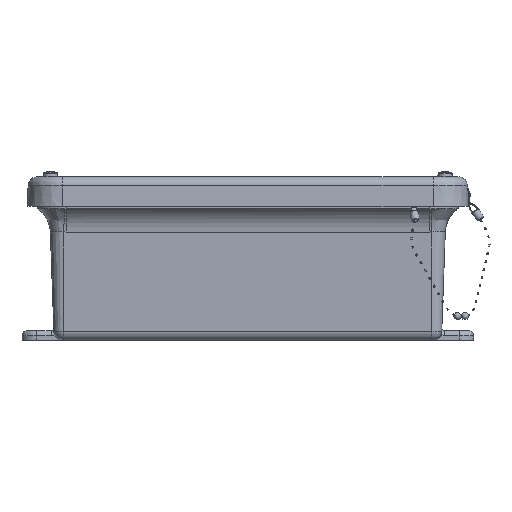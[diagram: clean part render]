
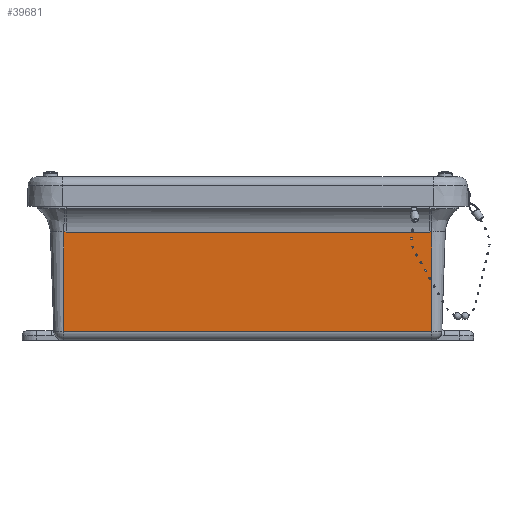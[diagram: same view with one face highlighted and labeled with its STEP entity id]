
A CAD part, left-side view. The second image highlights one B-rep face of the part: STEP entity #39681.
In plain terms, the highlighted planar face has unit normal (-0.999, 0, -0.036).
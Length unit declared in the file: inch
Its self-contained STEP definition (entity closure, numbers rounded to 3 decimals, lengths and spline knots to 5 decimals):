
#833 = FACE_OUTER_BOUND ( 'NONE', #12390, .T. ) ;
#911 = EDGE_CURVE ( 'NONE', #19938, #3985, #30486, .T. ) ;
#1068 = CARTESIAN_POINT ( 'NONE',  ( -4.07584, 4.679, -1.22265 ) ) ;
#1117 = LINE ( 'NONE', #36102, #32682 ) ;
#2262 = DIRECTION ( 'NONE',  ( 0.036, 0., -0.999 ) ) ;
#3497 = EDGE_CURVE ( 'NONE', #38864, #30202, #18221, .T. ) ;
#3985 = VERTEX_POINT ( 'NONE', #31939 ) ;
#4301 = CARTESIAN_POINT ( 'NONE',  ( -3.98508, -4.739, -3.77389 ) ) ;
#4420 = CARTESIAN_POINT ( 'NONE',  ( -4.07584, 4.739, -1.22265 ) ) ;
#4434 = CARTESIAN_POINT ( 'NONE',  ( -4.07587, -4.739, -1.22157 ) ) ;
#4510 = DIRECTION ( 'NONE',  ( -0.036, 0., 0.999 ) ) ;
#4593 = CARTESIAN_POINT ( 'NONE',  ( -4.07584, -4.699, -1.22265 ) ) ;
#4597 = EDGE_CURVE ( 'NONE', #28173, #25640, #6997, .T. ) ;
#6997 = B_SPLINE_CURVE_WITH_KNOTS ( 'NONE', 3,
 ( #8098, #4593, #39604, #4434 ),
 .UNSPECIFIED., .F., .F.,
 ( 4, 4 ),
 ( 0., 1. ),
 .UNSPECIFIED. ) ;
#7688 = DIRECTION ( 'NONE',  ( 0.036, 0., -0.999 ) ) ;
#8098 = CARTESIAN_POINT ( 'NONE',  ( -4.07584, -4.679, -1.22265 ) ) ;
#8161 = ORIENTED_EDGE ( 'NONE', *, *, #4597, .F. ) ;
#9023 = VECTOR ( 'NONE', #10781, 39.37008 ) ;
#10781 = DIRECTION ( 'NONE',  ( 0., 1., 0. ) ) ;
#11207 = ORIENTED_EDGE ( 'NONE', *, *, #3497, .F. ) ;
#12390 = EDGE_LOOP ( 'NONE', ( #11207, #14967, #8161, #13400, #19346, #14416 ) ) ;
#13400 = ORIENTED_EDGE ( 'NONE', *, *, #20761, .T. ) ;
#14328 = CARTESIAN_POINT ( 'NONE',  ( -4.07587, -4.739, -1.22157 ) ) ;
#14416 = ORIENTED_EDGE ( 'NONE', *, *, #44910, .T. ) ;
#14967 = ORIENTED_EDGE ( 'NONE', *, *, #37130, .T. ) ;
#18121 = LINE ( 'NONE', #4420, #24077 ) ;
#18221 = LINE ( 'NONE', #31544, #9023 ) ;
#18681 = CARTESIAN_POINT ( 'NONE',  ( -4.07587, 4.739, -1.22157 ) ) ;
#18848 = DIRECTION ( 'NONE',  ( 0., 1., 0. ) ) ;
#19346 = ORIENTED_EDGE ( 'NONE', *, *, #911, .F. ) ;
#19568 = CARTESIAN_POINT ( 'NONE',  ( -4.07584, -4.679, -1.22265 ) ) ;
#19569 = CARTESIAN_POINT ( 'NONE',  ( -4.11917, 4.739, -0.00448 ) ) ;
#19938 = VERTEX_POINT ( 'NONE', #29698 ) ;
#20761 = EDGE_CURVE ( 'NONE', #28173, #3985, #18121, .T. ) ;
#23041 = DIRECTION ( 'NONE',  ( -0.999, 0., -0.036 ) ) ;
#24077 = VECTOR ( 'NONE', #18848, 39.37008 ) ;
#25640 = VERTEX_POINT ( 'NONE', #14328 ) ;
#25689 = CARTESIAN_POINT ( 'NONE',  ( -4.07584, 4.69901, -1.22265 ) ) ;
#26440 = PLANE ( 'NONE',  #33965 ) ;
#28173 = VERTEX_POINT ( 'NONE', #19568 ) ;
#29076 = LINE ( 'NONE', #38715, #32321 ) ;
#29698 = CARTESIAN_POINT ( 'NONE',  ( -4.07587, 4.739, -1.22157 ) ) ;
#30202 = VERTEX_POINT ( 'NONE', #41039 ) ;
#30486 = B_SPLINE_CURVE_WITH_KNOTS ( 'NONE', 3,
 ( #18681, #42830, #25689, #1068 ),
 .UNSPECIFIED., .F., .F.,
 ( 4, 4 ),
 ( 0., 1. ),
 .UNSPECIFIED. ) ;
#31544 = CARTESIAN_POINT ( 'NONE',  ( -3.98508, 0., -3.77389 ) ) ;
#31939 = CARTESIAN_POINT ( 'NONE',  ( -4.07584, 4.679, -1.22265 ) ) ;
#32321 = VECTOR ( 'NONE', #7688, 39.37008 ) ;
#32682 = VECTOR ( 'NONE', #4510, 39.37008 ) ;
#33965 = AXIS2_PLACEMENT_3D ( 'NONE', #19569, #23041, #2262 ) ;
#36102 = CARTESIAN_POINT ( 'NONE',  ( -4.11917, -4.739, -0.00448 ) ) ;
#37130 = EDGE_CURVE ( 'NONE', #38864, #25640, #1117, .T. ) ;
#38715 = CARTESIAN_POINT ( 'NONE',  ( -4.11917, 4.739, -0.00448 ) ) ;
#38864 = VERTEX_POINT ( 'NONE', #4301 ) ;
#39604 = CARTESIAN_POINT ( 'NONE',  ( -4.07585, -4.719, -1.22229 ) ) ;
#39681 = ADVANCED_FACE ( 'NONE', ( #833 ), #26440, .T. ) ;
#41039 = CARTESIAN_POINT ( 'NONE',  ( -3.98508, 4.739, -3.77389 ) ) ;
#42830 = CARTESIAN_POINT ( 'NONE',  ( -4.07585, 4.71902, -1.22229 ) ) ;
#44910 = EDGE_CURVE ( 'NONE', #19938, #30202, #29076, .T. ) ;
